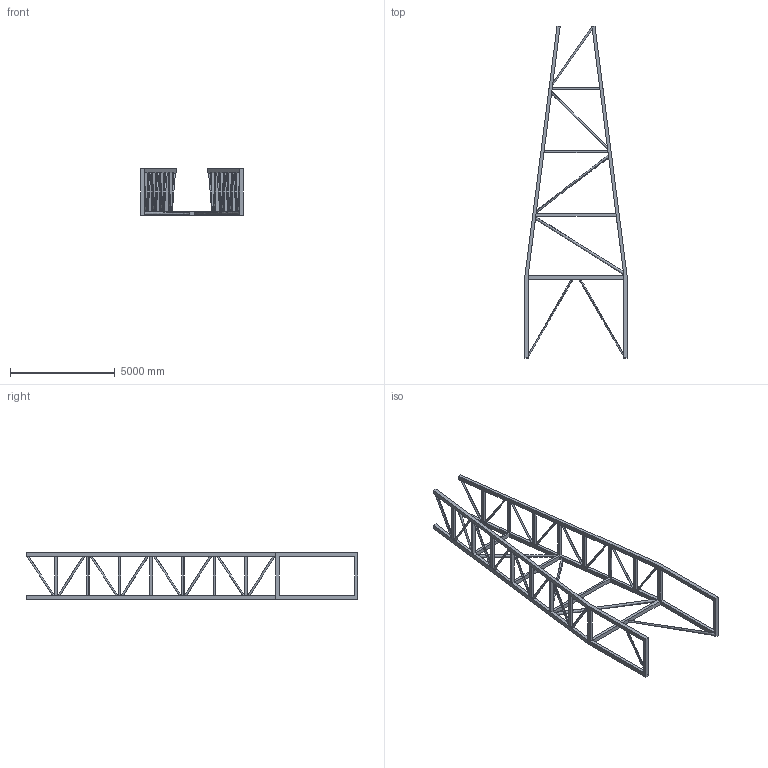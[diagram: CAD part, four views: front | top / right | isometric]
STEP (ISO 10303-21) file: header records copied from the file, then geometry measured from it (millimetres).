
FILE_DESCRIPTION (( 'STEP AP214' ), '1' );
FILE_NAME ('RigFrame_Bottom.STEP', '2018-12-17T18:04:36', ( '' ), ( '' ), 'SwSTEP 2.0', 'SolidWorks 2016', '' );
FILE_SCHEMA (( 'AUTOMOTIVE_DESIGN' ));
Length unit declared in the file: inch
Products named in the file (1): RigFrame_Bottom
Bounding box: 4874.01 x 15843.47 x 2235.2 mm (x, y, z)
Volume: 3384377601.1 mm3; surface area: 90059438.3 mm2
Topology: 1 solids, 1 shells, 144 faces, 468 edges, 296 vertices
Faces by surface type: plane 100, bspline 44
Entity records: 19994 total; most frequent: CARTESIAN_POINT 15959, ORIENTED_EDGE 936, DIRECTION 598, EDGE_CURVE 468, VECTOR 336, LINE 336, VERTEX_POINT 296, EDGE_LOOP 196
